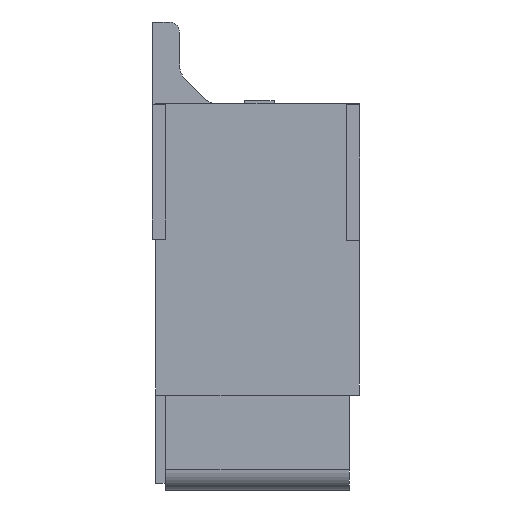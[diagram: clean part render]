
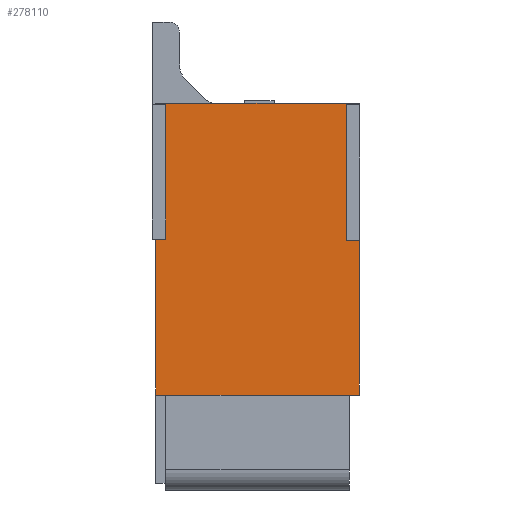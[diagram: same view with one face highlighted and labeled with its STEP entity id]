
A CAD part, front view. The second image highlights one B-rep face of the part: STEP entity #278110.
In plain terms, the highlighted planar face has unit normal (0, -1, 0).
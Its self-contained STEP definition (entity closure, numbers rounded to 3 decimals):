
#249250=CARTESIAN_POINT('',(69.184,47.805,24.));
#249260=VERTEX_POINT('',#249250);
#255760=CARTESIAN_POINT('',(69.184,47.805,24.));
#255770=DIRECTION('',(0.,0.,1.));
#255780=VECTOR('',#255770,1.);
#255790=LINE('',#255760,#255780);
#255800=CARTESIAN_POINT('',(69.184,47.805,28.28));
#255810=VERTEX_POINT('',#255800);
#255820=CARTESIAN_POINT('',(69.184,47.805,28.3));
#255830=VERTEX_POINT('',#255820);
#255840=EDGE_CURVE('',#255810,#255830,#255790,.T.);
#257010=CARTESIAN_POINT('',(69.034,47.805,24.));
#257020=VERTEX_POINT('',#257010);
#257050=CARTESIAN_POINT('',(70.534,47.805,24.));
#257060=DIRECTION('',(1.,0.,0.));
#257070=VECTOR('',#257060,1.);
#257080=LINE('',#257050,#257070);
#257090=EDGE_CURVE('',#257020,#249260,#257080,.T.);
#259180=CARTESIAN_POINT('',(71.884,47.805,24.));
#259190=VERTEX_POINT('',#259180);
#260320=CARTESIAN_POINT('',(69.034,47.805,26.3));
#260330=VERTEX_POINT('',#260320);
#260360=CARTESIAN_POINT('',(69.034,47.805,24.));
#260370=DIRECTION('',(0.,0.,1.));
#260380=VECTOR('',#260370,1.);
#260390=LINE('',#260360,#260380);
#260400=EDGE_CURVE('',#257020,#260330,#260390,.T.);
#265980=CARTESIAN_POINT('',(72.034,47.805,24.));
#265990=VERTEX_POINT('',#265980);
#266020=CARTESIAN_POINT('',(72.034,47.805,24.));
#266030=DIRECTION('',(0.,0.,1.));
#266040=VECTOR('',#266030,1.);
#266050=LINE('',#266020,#266040);
#266060=CARTESIAN_POINT('',(72.034,47.805,26.28));
#266070=VERTEX_POINT('',#266060);
#266080=EDGE_CURVE('',#265990,#266070,#266050,.T.);
#277490=CARTESIAN_POINT('',(71.839,47.805,28.3));
#277500=VERTEX_POINT('',#277490);
#277530=CARTESIAN_POINT('',(70.534,47.805,28.3));
#277540=DIRECTION('',(-1.,0.,0.));
#277550=VECTOR('',#277540,1.);
#277560=LINE('',#277530,#277550);
#277570=EDGE_CURVE('',#277500,#255830,#277560,.T.);
#277630=CARTESIAN_POINT('',(66.034,47.805,48.));
#277640=DIRECTION('',(-0.,-1.,-0.));
#277650=DIRECTION('',(-1.,0.,0.));
#277660=AXIS2_PLACEMENT_3D('',#277630,#277640,#277650);
#277670=PLANE('',#277660);
#277680=ORIENTED_EDGE('',*,*,#277570,.T.);
#277690=CARTESIAN_POINT('',(71.839,47.805,24.));
#277700=DIRECTION('',(0.,0.,-1.));
#277710=VECTOR('',#277700,1.);
#277720=LINE('',#277690,#277710);
#277730=CARTESIAN_POINT('',(71.839,47.805,26.28));
#277740=VERTEX_POINT('',#277730);
#277750=EDGE_CURVE('',#277500,#277740,#277720,.T.);
#277760=ORIENTED_EDGE('',*,*,#277750,.F.);
#277770=CARTESIAN_POINT('',(70.534,47.805,26.28));
#277780=DIRECTION('',(1.,0.,0.));
#277790=VECTOR('',#277780,1.);
#277800=LINE('',#277770,#277790);
#277810=EDGE_CURVE('',#277740,#266070,#277800,.T.);
#277820=ORIENTED_EDGE('',*,*,#277810,.F.);
#277830=ORIENTED_EDGE('',*,*,#266080,.T.);
#277840=EDGE_CURVE('',#259190,#265990,#257080,.T.);
#277850=ORIENTED_EDGE('',*,*,#277840,.T.);
#277860=CARTESIAN_POINT('',(70.534,47.805,24.));
#277870=DIRECTION('',(-1.,0.,0.));
#277880=VECTOR('',#277870,1.);
#277890=LINE('',#277860,#277880);
#277900=EDGE_CURVE('',#259190,#249260,#277890,.T.);
#277910=ORIENTED_EDGE('',*,*,#277900,.F.);
#277920=ORIENTED_EDGE('',*,*,#257090,.T.);
#277930=ORIENTED_EDGE('',*,*,#260400,.F.);
#277940=CARTESIAN_POINT('',(70.534,47.805,26.3));
#277950=DIRECTION('',(1.,0.,0.));
#277960=VECTOR('',#277950,1.);
#277970=LINE('',#277940,#277960);
#277980=CARTESIAN_POINT('',(69.184,47.805,26.3));
#277990=VERTEX_POINT('',#277980);
#278000=EDGE_CURVE('',#260330,#277990,#277970,.T.);
#278010=ORIENTED_EDGE('',*,*,#278000,.F.);
#278020=CARTESIAN_POINT('',(69.184,47.805,24.));
#278030=DIRECTION('',(0.,0.,1.));
#278040=VECTOR('',#278030,1.);
#278050=LINE('',#278020,#278040);
#278060=EDGE_CURVE('',#277990,#255810,#278050,.T.);
#278070=ORIENTED_EDGE('',*,*,#278060,.F.);
#278080=ORIENTED_EDGE('',*,*,#255840,.F.);
#278090=EDGE_LOOP('',(#278080,#278070,#278010,#277930,#277920,#277910,
#277850,#277830,#277820,#277760,#277680));
#278100=FACE_OUTER_BOUND('',#278090,.T.);
#278110=ADVANCED_FACE('',(#278100),#277670,.T.);
